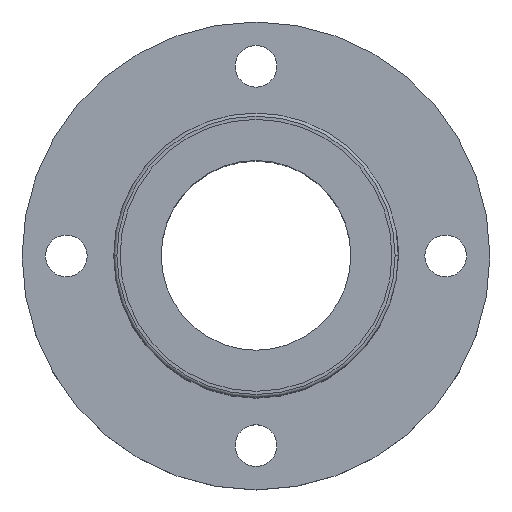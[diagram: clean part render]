
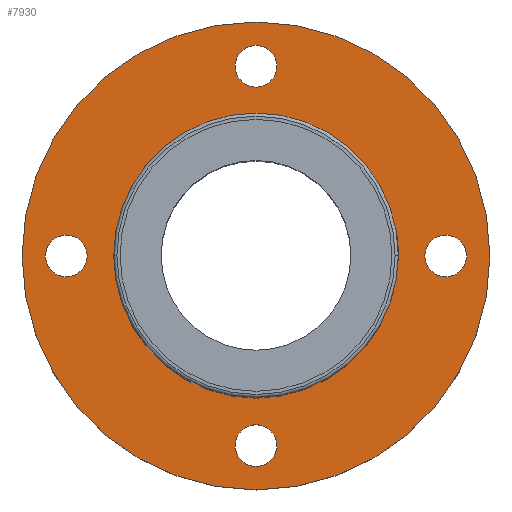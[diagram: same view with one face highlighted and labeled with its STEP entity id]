
A CAD part, top view. The second image highlights one B-rep face of the part: STEP entity #7930.
In plain terms, the highlighted planar face has unit normal (0, 0, 1).
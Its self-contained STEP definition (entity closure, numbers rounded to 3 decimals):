
#138 = PLANE ( 'NONE',  #6849 ) ;
#429 = EDGE_CURVE ( 'NONE', #2760, #7792, #4369, .T. ) ;
#582 = CIRCLE ( 'NONE', #4546, 3.3 ) ;
#618 = EDGE_CURVE ( 'NONE', #10039, #14132, #6820, .T. ) ;
#743 = DIRECTION ( 'NONE',  ( -1., 0., 0. ) ) ;
#830 = CARTESIAN_POINT ( 'NONE',  ( -37., 0., 0. ) ) ;
#864 = DIRECTION ( 'NONE',  ( -1., 0., 0. ) ) ;
#1076 = AXIS2_PLACEMENT_3D ( 'NONE', #1496, #6375, #14431 ) ;
#1131 = EDGE_LOOP ( 'NONE', ( #8432, #10468 ) ) ;
#1283 = VERTEX_POINT ( 'NONE', #15109 ) ;
#1364 = AXIS2_PLACEMENT_3D ( 'NONE', #14308, #10878, #5011 ) ;
#1417 = AXIS2_PLACEMENT_3D ( 'NONE', #5898, #3421, #864 ) ;
#1496 = CARTESIAN_POINT ( 'NONE',  ( 0., 0., 0. ) ) ;
#1584 = AXIS2_PLACEMENT_3D ( 'NONE', #5810, #5890, #10525 ) ;
#1681 = AXIS2_PLACEMENT_3D ( 'NONE', #8095, #13830, #743 ) ;
#1709 = CARTESIAN_POINT ( 'NONE',  ( -30., 0., 0. ) ) ;
#1713 = DIRECTION ( 'NONE',  ( 0., 0., 1. ) ) ;
#1799 = CARTESIAN_POINT ( 'NONE',  ( 3.3, -30., 0. ) ) ;
#2036 = EDGE_CURVE ( 'NONE', #14856, #2153, #9554, .T. ) ;
#2153 = VERTEX_POINT ( 'NONE', #5051 ) ;
#2195 = CARTESIAN_POINT ( 'NONE',  ( 0., -30., 0. ) ) ;
#2532 = CARTESIAN_POINT ( 'NONE',  ( 0., 0., 0. ) ) ;
#2760 = VERTEX_POINT ( 'NONE', #7580 ) ;
#3092 = CIRCLE ( 'NONE', #1364, 3.3 ) ;
#3135 = CARTESIAN_POINT ( 'NONE',  ( 0., 30., 0. ) ) ;
#3421 = DIRECTION ( 'NONE',  ( 0., 0., -1. ) ) ;
#3480 = EDGE_LOOP ( 'NONE', ( #4236, #10309 ) ) ;
#3673 = EDGE_CURVE ( 'NONE', #5413, #11017, #8266, .T. ) ;
#3743 = EDGE_LOOP ( 'NONE', ( #10746, #4510 ) ) ;
#4035 = CARTESIAN_POINT ( 'NONE',  ( 37., 0., 0. ) ) ;
#4131 = AXIS2_PLACEMENT_3D ( 'NONE', #1709, #12384, #4499 ) ;
#4148 = CIRCLE ( 'NONE', #1417, 3.3 ) ;
#4236 = ORIENTED_EDGE ( 'NONE', *, *, #9526, .T. ) ;
#4369 = CIRCLE ( 'NONE', #12023, 3.3 ) ;
#4422 = ORIENTED_EDGE ( 'NONE', *, *, #3673, .T. ) ;
#4499 = DIRECTION ( 'NONE',  ( -1., 0., 0. ) ) ;
#4510 = ORIENTED_EDGE ( 'NONE', *, *, #9224, .T. ) ;
#4522 = DIRECTION ( 'NONE',  ( -1., 0., 0. ) ) ;
#4527 = CARTESIAN_POINT ( 'NONE',  ( 30., 0., 0. ) ) ;
#4546 = AXIS2_PLACEMENT_3D ( 'NONE', #2195, #14031, #10391 ) ;
#4637 = CIRCLE ( 'NONE', #4131, 3.3 ) ;
#4852 = DIRECTION ( 'NONE',  ( 0., 0., 1. ) ) ;
#4860 = FACE_BOUND ( 'NONE', #13387, .T. ) ;
#4993 = ORIENTED_EDGE ( 'NONE', *, *, #618, .F. ) ;
#5011 = DIRECTION ( 'NONE',  ( -1., 0., 0. ) ) ;
#5051 = CARTESIAN_POINT ( 'NONE',  ( -3.3, 30., 0. ) ) ;
#5394 = CIRCLE ( 'NONE', #12059, 22.5 ) ;
#5413 = VERTEX_POINT ( 'NONE', #11785 ) ;
#5446 = EDGE_LOOP ( 'NONE', ( #7154, #4422 ) ) ;
#5685 = CARTESIAN_POINT ( 'NONE',  ( 22.5, 0., 0. ) ) ;
#5719 = CARTESIAN_POINT ( 'NONE',  ( 3.3, 30., 0. ) ) ;
#5810 = CARTESIAN_POINT ( 'NONE',  ( 0., -30., 0. ) ) ;
#5844 = AXIS2_PLACEMENT_3D ( 'NONE', #3135, #10557, #9324 ) ;
#5890 = DIRECTION ( 'NONE',  ( 0., 0., -1. ) ) ;
#5898 = CARTESIAN_POINT ( 'NONE',  ( 30., 0., 0. ) ) ;
#6318 = EDGE_CURVE ( 'NONE', #7816, #10443, #10341, .T. ) ;
#6375 = DIRECTION ( 'NONE',  ( 0., 0., -1. ) ) ;
#6580 = DIRECTION ( 'NONE',  ( 1., 0., 0. ) ) ;
#6820 = CIRCLE ( 'NONE', #10029, 22.5 ) ;
#6849 = AXIS2_PLACEMENT_3D ( 'NONE', #2532, #11968, #10653 ) ;
#7154 = ORIENTED_EDGE ( 'NONE', *, *, #10378, .T. ) ;
#7244 = FACE_BOUND ( 'NONE', #11270, .T. ) ;
#7580 = CARTESIAN_POINT ( 'NONE',  ( 33.3, 0., 0. ) ) ;
#7759 = DIRECTION ( 'NONE',  ( 0., 0., -1. ) ) ;
#7792 = VERTEX_POINT ( 'NONE', #14069 ) ;
#7816 = VERTEX_POINT ( 'NONE', #830 ) ;
#7849 = DIRECTION ( 'NONE',  ( 0., 0., -1. ) ) ;
#7930 = ADVANCED_FACE ( 'NONE', ( #4860, #8494, #9501, #12899, #13135, #7244 ), #138, .F. ) ;
#8095 = CARTESIAN_POINT ( 'NONE',  ( 0., 0., 0. ) ) ;
#8266 = CIRCLE ( 'NONE', #1584, 3.3 ) ;
#8432 = ORIENTED_EDGE ( 'NONE', *, *, #10833, .F. ) ;
#8494 = FACE_OUTER_BOUND ( 'NONE', #1131, .T. ) ;
#8787 = EDGE_CURVE ( 'NONE', #8942, #1283, #3092, .T. ) ;
#8942 = VERTEX_POINT ( 'NONE', #9880 ) ;
#9224 = EDGE_CURVE ( 'NONE', #2153, #14856, #9552, .T. ) ;
#9324 = DIRECTION ( 'NONE',  ( -1., 0., 0. ) ) ;
#9501 = FACE_BOUND ( 'NONE', #3743, .T. ) ;
#9526 = EDGE_CURVE ( 'NONE', #1283, #8942, #4637, .T. ) ;
#9552 = CIRCLE ( 'NONE', #15219, 3.3 ) ;
#9554 = CIRCLE ( 'NONE', #5844, 3.3 ) ;
#9569 = DIRECTION ( 'NONE',  ( 1., 0., 0. ) ) ;
#9880 = CARTESIAN_POINT ( 'NONE',  ( -33.3, 0., 0. ) ) ;
#10029 = AXIS2_PLACEMENT_3D ( 'NONE', #12314, #1713, #6580 ) ;
#10039 = VERTEX_POINT ( 'NONE', #13651 ) ;
#10309 = ORIENTED_EDGE ( 'NONE', *, *, #8787, .T. ) ;
#10341 = CIRCLE ( 'NONE', #1681, 37. ) ;
#10378 = EDGE_CURVE ( 'NONE', #11017, #5413, #582, .T. ) ;
#10391 = DIRECTION ( 'NONE',  ( -1., 0., 0. ) ) ;
#10443 = VERTEX_POINT ( 'NONE', #4035 ) ;
#10468 = ORIENTED_EDGE ( 'NONE', *, *, #6318, .F. ) ;
#10525 = DIRECTION ( 'NONE',  ( -1., 0., 0. ) ) ;
#10557 = DIRECTION ( 'NONE',  ( 0., 0., -1. ) ) ;
#10653 = DIRECTION ( 'NONE',  ( -1., 0., 0. ) ) ;
#10718 = CARTESIAN_POINT ( 'NONE',  ( 0., 0., 0. ) ) ;
#10746 = ORIENTED_EDGE ( 'NONE', *, *, #2036, .T. ) ;
#10833 = EDGE_CURVE ( 'NONE', #10443, #7816, #12187, .T. ) ;
#10878 = DIRECTION ( 'NONE',  ( 0., 0., -1. ) ) ;
#11017 = VERTEX_POINT ( 'NONE', #1799 ) ;
#11270 = EDGE_LOOP ( 'NONE', ( #14121, #12074 ) ) ;
#11628 = CARTESIAN_POINT ( 'NONE',  ( 0., 30., 0. ) ) ;
#11785 = CARTESIAN_POINT ( 'NONE',  ( -3.3, -30., 0. ) ) ;
#11968 = DIRECTION ( 'NONE',  ( 0., 0., -1. ) ) ;
#12023 = AXIS2_PLACEMENT_3D ( 'NONE', #4527, #7849, #13815 ) ;
#12059 = AXIS2_PLACEMENT_3D ( 'NONE', #10718, #4852, #9569 ) ;
#12074 = ORIENTED_EDGE ( 'NONE', *, *, #14435, .T. ) ;
#12187 = CIRCLE ( 'NONE', #1076, 37. ) ;
#12314 = CARTESIAN_POINT ( 'NONE',  ( 0., 0., 0. ) ) ;
#12384 = DIRECTION ( 'NONE',  ( 0., 0., -1. ) ) ;
#12899 = FACE_BOUND ( 'NONE', #3480, .T. ) ;
#13135 = FACE_BOUND ( 'NONE', #5446, .T. ) ;
#13387 = EDGE_LOOP ( 'NONE', ( #4993, #13882 ) ) ;
#13651 = CARTESIAN_POINT ( 'NONE',  ( -22.5, 0., 0. ) ) ;
#13815 = DIRECTION ( 'NONE',  ( -1., 0., 0. ) ) ;
#13830 = DIRECTION ( 'NONE',  ( 0., 0., -1. ) ) ;
#13872 = EDGE_CURVE ( 'NONE', #14132, #10039, #5394, .T. ) ;
#13882 = ORIENTED_EDGE ( 'NONE', *, *, #13872, .F. ) ;
#14031 = DIRECTION ( 'NONE',  ( 0., 0., -1. ) ) ;
#14069 = CARTESIAN_POINT ( 'NONE',  ( 26.7, 0., 0. ) ) ;
#14121 = ORIENTED_EDGE ( 'NONE', *, *, #429, .T. ) ;
#14132 = VERTEX_POINT ( 'NONE', #5685 ) ;
#14308 = CARTESIAN_POINT ( 'NONE',  ( -30., 0., 0. ) ) ;
#14431 = DIRECTION ( 'NONE',  ( -1., 0., 0. ) ) ;
#14435 = EDGE_CURVE ( 'NONE', #7792, #2760, #4148, .T. ) ;
#14856 = VERTEX_POINT ( 'NONE', #5719 ) ;
#15109 = CARTESIAN_POINT ( 'NONE',  ( -26.7, 0., 0. ) ) ;
#15219 = AXIS2_PLACEMENT_3D ( 'NONE', #11628, #7759, #4522 ) ;
